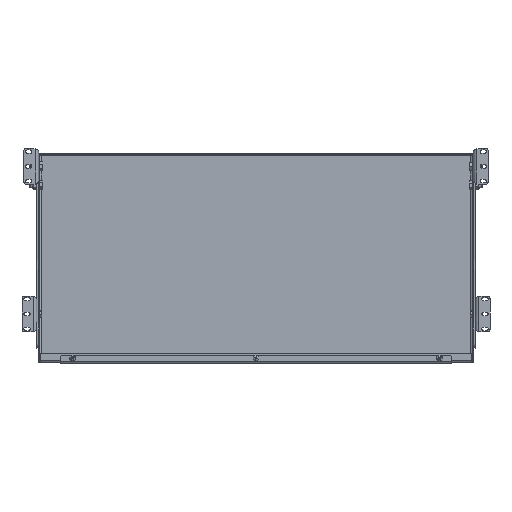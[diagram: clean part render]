
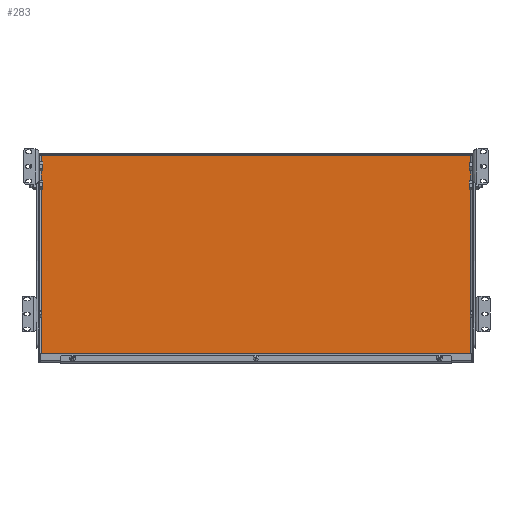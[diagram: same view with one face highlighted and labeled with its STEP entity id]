
A CAD part, front view. The second image highlights one B-rep face of the part: STEP entity #283.
In plain terms, the highlighted planar face has unit normal (0, -1, 0).
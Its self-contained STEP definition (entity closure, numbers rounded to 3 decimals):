
#283 = ADVANCED_FACE ( 'NONE', ( #1764 ), #7285, .F. ) ;
#579 = AXIS2_PLACEMENT_3D ( 'NONE', #4874, #6435, #5760 ) ;
#1341 = EDGE_CURVE ( 'NONE', #2828, #2873, #10219, .T. ) ;
#1764 = FACE_OUTER_BOUND ( 'NONE', #4260, .T. ) ;
#2251 = VECTOR ( 'NONE', #8858, 1000. ) ;
#2629 = DIRECTION ( 'NONE',  ( 0., 0., -1. ) ) ;
#2828 = VERTEX_POINT ( 'NONE', #4902 ) ;
#2873 = VERTEX_POINT ( 'NONE', #6224 ) ;
#3024 = VERTEX_POINT ( 'NONE', #7571 ) ;
#3263 = ORIENTED_EDGE ( 'NONE', *, *, #5919, .F. ) ;
#3551 = EDGE_CURVE ( 'NONE', #2873, #4880, #5460, .T. ) ;
#3590 = CARTESIAN_POINT ( 'NONE',  ( 364.586, -1.5, -172. ) ) ;
#3614 = CARTESIAN_POINT ( 'NONE',  ( 363., -1.5, 173.586 ) ) ;
#4260 = EDGE_LOOP ( 'NONE', ( #5619, #3263, #9132, #9377 ) ) ;
#4806 = VECTOR ( 'NONE', #8479, 1000. ) ;
#4874 = CARTESIAN_POINT ( 'NONE',  ( 0., -1.5, 0. ) ) ;
#4880 = VERTEX_POINT ( 'NONE', #7985 ) ;
#4902 = CARTESIAN_POINT ( 'NONE',  ( -363., -1.5, -172. ) ) ;
#5460 = LINE ( 'NONE', #10213, #2251 ) ;
#5619 = ORIENTED_EDGE ( 'NONE', *, *, #7593, .F. ) ;
#5760 = DIRECTION ( 'NONE',  ( 0., 0., 1. ) ) ;
#5899 = LINE ( 'NONE', #3590, #9512 ) ;
#5919 = EDGE_CURVE ( 'NONE', #4880, #3024, #6715, .T. ) ;
#5959 = VECTOR ( 'NONE', #2629, 1000. ) ;
#6224 = CARTESIAN_POINT ( 'NONE',  ( -363., -1.5, 172. ) ) ;
#6435 = DIRECTION ( 'NONE',  ( 0., 1., 0. ) ) ;
#6715 = LINE ( 'NONE', #3614, #5959 ) ;
#6797 = DIRECTION ( 'NONE',  ( -1., 0., 0. ) ) ;
#7285 = PLANE ( 'NONE',  #579 ) ;
#7571 = CARTESIAN_POINT ( 'NONE',  ( 363., -1.5, -172. ) ) ;
#7593 = EDGE_CURVE ( 'NONE', #3024, #2828, #5899, .T. ) ;
#7620 = CARTESIAN_POINT ( 'NONE',  ( -363., -1.5, -173.586 ) ) ;
#7985 = CARTESIAN_POINT ( 'NONE',  ( 363., -1.5, 172. ) ) ;
#8479 = DIRECTION ( 'NONE',  ( 0., 0., 1. ) ) ;
#8858 = DIRECTION ( 'NONE',  ( 1., 0., 0. ) ) ;
#9132 = ORIENTED_EDGE ( 'NONE', *, *, #3551, .F. ) ;
#9377 = ORIENTED_EDGE ( 'NONE', *, *, #1341, .F. ) ;
#9512 = VECTOR ( 'NONE', #6797, 1000. ) ;
#10213 = CARTESIAN_POINT ( 'NONE',  ( -364.586, -1.5, 172. ) ) ;
#10219 = LINE ( 'NONE', #7620, #4806 ) ;
